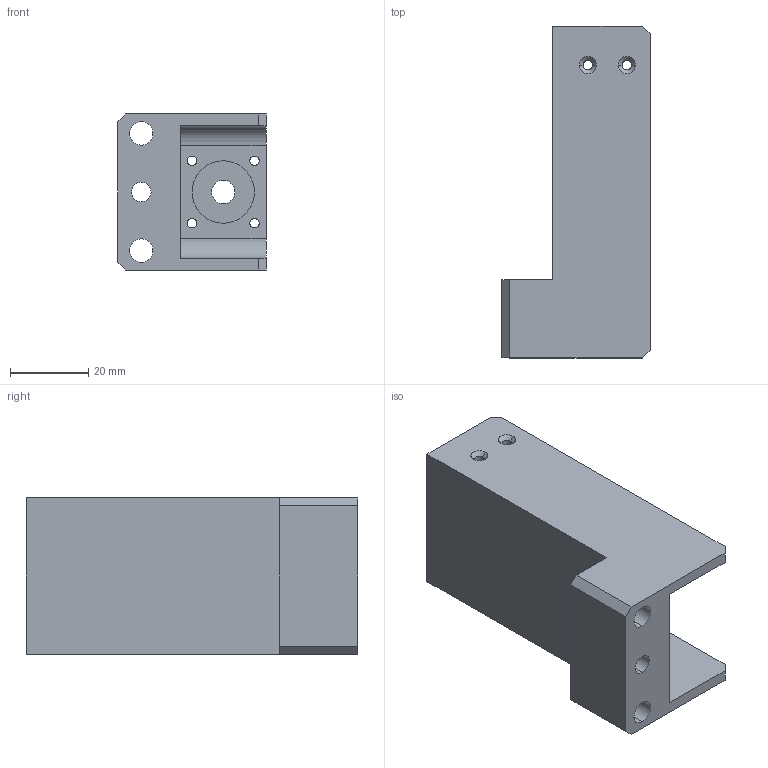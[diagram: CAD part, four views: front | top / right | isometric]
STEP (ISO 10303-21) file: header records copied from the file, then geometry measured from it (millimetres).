
FILE_DESCRIPTION (( 'STEP AP214' ), '1' );
FILE_NAME ('190211_PM_001.STEP', '2019-02-11T15:31:07', ( '' ), ( '' ), 'SwSTEP 2.0', 'SolidWorks 2016', '' );
FILE_SCHEMA (( 'AUTOMOTIVE_DESIGN' ));
Length unit declared in the file: millimetre
Products named in the file (1): 190211_PM_001
Bounding box: 38 x 85 x 40 mm (x, y, z)
Volume: 33478.1 mm3; surface area: 19120.7 mm2
Topology: 1 solids, 1 shells, 73 faces, 190 edges, 124 vertices
Faces by surface type: cylinder 38, plane 27, cone 8
Entity records: 2346 total; most frequent: DIRECTION 422, CARTESIAN_POINT 388, ORIENTED_EDGE 380, EDGE_CURVE 190, AXIS2_PLACEMENT_3D 158, VERTEX_POINT 124, VECTOR 106, LINE 106
